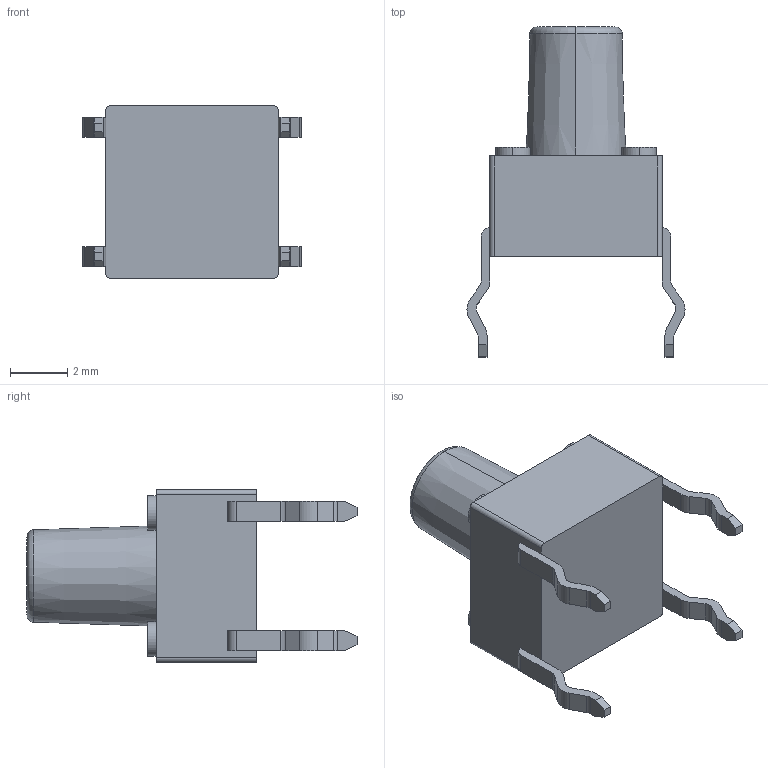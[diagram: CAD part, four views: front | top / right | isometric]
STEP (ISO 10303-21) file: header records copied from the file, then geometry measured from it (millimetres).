
FILE_DESCRIPTION (( 'STEP AP214' ), '1' );
FILE_NAME ('1301.9305_3.STEP', '2020-05-22T08:39:45', ( '' ), ( '' ), 'SwSTEP 2.0', 'SolidWorks 2017', '' );
FILE_SCHEMA (( 'AUTOMOTIVE_DESIGN' ));
Length unit declared in the file: millimetre
Products named in the file (1): 1301.9305_3
Bounding box: 7.6 x 11.5 x 6 mm (x, y, z)
Volume: 170.7 mm3; surface area: 236.9 mm2
Topology: 1 solids, 1 shells, 111 faces, 302 edges, 198 vertices
Faces by surface type: plane 63, cylinder 44, torus 2, cone 2
Entity records: 3546 total; most frequent: DIRECTION 622, CARTESIAN_POINT 612, ORIENTED_EDGE 604, EDGE_CURVE 302, AXIS2_PLACEMENT_3D 208, LINE 206, VECTOR 206, VERTEX_POINT 198
